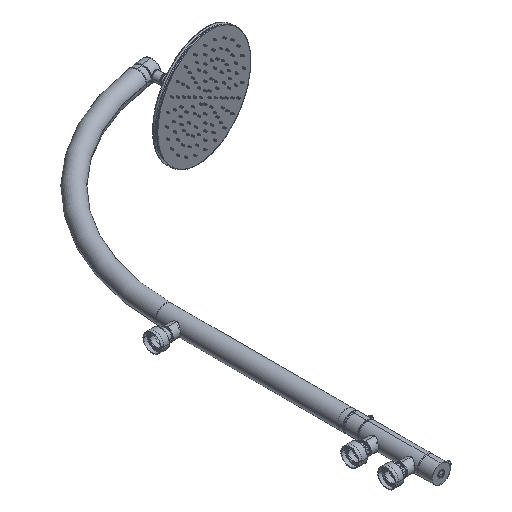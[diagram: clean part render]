
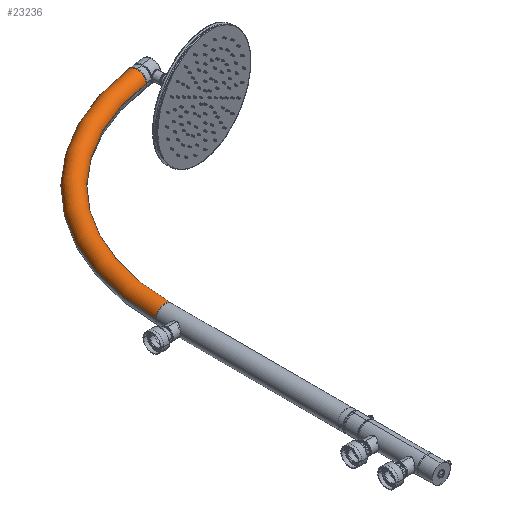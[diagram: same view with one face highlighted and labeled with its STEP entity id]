
A CAD part, isometric view. The second image highlights one B-rep face of the part: STEP entity #23236.
In plain terms, the highlighted toroidal (fillet/blend) face has major radius 600 mm and minor radius 25 mm.
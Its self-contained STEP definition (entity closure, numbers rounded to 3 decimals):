
#23071=CARTESIAN_POINT('Vertex',(25.,712.8,0.)) ;
#23074=CARTESIAN_POINT('Axis2P3D Location',(0.,712.8,0.)) ;
#23078=CARTESIAN_POINT('Vertex',(-25.,712.8,0.)) ;
#23206=CARTESIAN_POINT('Axis2P3D Location',(600.,712.8,0.)) ;
#23211=CARTESIAN_POINT('Axis2P3D Location',(600.,712.8,0.)) ;
#23215=CARTESIAN_POINT('Vertex',(519.975,1282.204,0.)) ;
#23218=CARTESIAN_POINT('Axis2P3D Location',(516.496,1306.961,0.)) ;
#23222=CARTESIAN_POINT('Vertex',(513.017,1331.718,0.)) ;
#23225=CARTESIAN_POINT('Axis2P3D Location',(600.,712.8,0.)) ;
#23075=DIRECTION('Axis2P3D Direction',(-0.,1.,0.)) ;
#23207=DIRECTION('Axis2P3D Direction',(0.,0.,-1.)) ;
#23208=DIRECTION('Axis2P3D XDirection',(-1.,0.,0.)) ;
#23212=DIRECTION('Axis2P3D Direction',(0.,0.,-1.)) ;
#23219=DIRECTION('Axis2P3D Direction',(-0.99,-0.139,-0.)) ;
#23226=DIRECTION('Axis2P3D Direction',(0.,0.,-1.)) ;
#23076=AXIS2_PLACEMENT_3D('Circle Axis2P3D',#23074,#23075,$) ;
#23209=AXIS2_PLACEMENT_3D('Torus Axis2P3D',#23206,#23207,#23208) ;
#23213=AXIS2_PLACEMENT_3D('Circle Axis2P3D',#23211,#23212,$) ;
#23220=AXIS2_PLACEMENT_3D('Circle Axis2P3D',#23218,#23219,$) ;
#23227=AXIS2_PLACEMENT_3D('Circle Axis2P3D',#23225,#23226,$) ;
#23077=CIRCLE('generated circle',#23076,25.) ;
#23214=CIRCLE('generated circle',#23213,575.) ;
#23221=CIRCLE('generated circle',#23220,25.) ;
#23228=CIRCLE('generated circle',#23227,625.) ;
#23210=TOROIDAL_SURFACE('homeo Torus',#23209,600.,25.) ;
#23080=EDGE_CURVE('',#23079,#23072,#23077,.T.) ;
#23217=EDGE_CURVE('',#23072,#23216,#23214,.T.) ;
#23224=EDGE_CURVE('',#23223,#23216,#23221,.F.) ;
#23229=EDGE_CURVE('',#23079,#23223,#23228,.T.) ;
#23231=ORIENTED_EDGE('',*,*,#23217,.T.) ;
#23232=ORIENTED_EDGE('',*,*,#23224,.F.) ;
#23233=ORIENTED_EDGE('',*,*,#23229,.F.) ;
#23234=ORIENTED_EDGE('',*,*,#23080,.T.) ;
#23230=EDGE_LOOP('',(#23231,#23232,#23233,#23234)) ;
#23072=VERTEX_POINT('',#23071) ;
#23079=VERTEX_POINT('',#23078) ;
#23216=VERTEX_POINT('',#23215) ;
#23223=VERTEX_POINT('',#23222) ;
#23236=ADVANCED_FACE('189\\MANIFOLD_SOLID_BREP #315202',(#23235),#23210,.T.) ;
#23235=FACE_OUTER_BOUND('',#23230,.T.) ;
